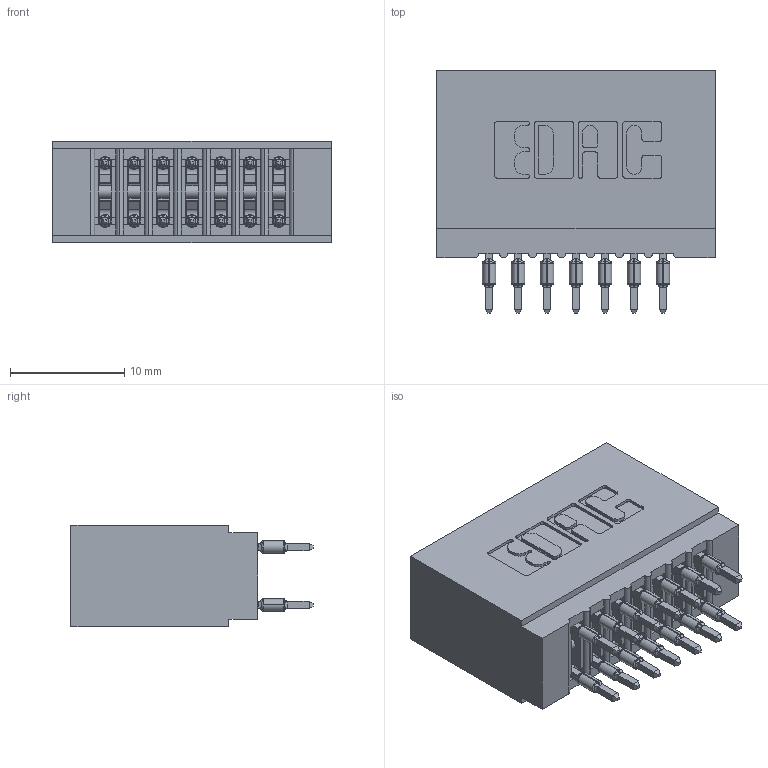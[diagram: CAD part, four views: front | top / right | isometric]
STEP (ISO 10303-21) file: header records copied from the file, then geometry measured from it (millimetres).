
FILE_DESCRIPTION (( 'STEP AP203' ), '1' );
FILE_NAME ('745-014-560-201.STEP', '2026-02-26T15:59:49', ( '' ), ( '' ), 'SwSTEP 2.0', 'SolidWorks 2023', '' );
FILE_SCHEMA (( 'CONFIG_CONTROL_DESIGN' ));
Length unit declared in the file: millimetre
Products named in the file (3): 745-292-001_560; 745 Part_Insulator Option - 01; 745-014-560-201
Assembly tree (15 placements, depth 2):
  745-014-560-201
    745 Part_Insulator Option - 01
    745-292-001_560  x14
Bounding box: 24.38 x 21.22 x 8.89 mm (x, y, z)
Volume: 2459.8 mm3; surface area: 4410.4 mm2
Topology: 15 solids, 15 shells, 1474 faces, 4031 edges, 2566 vertices
Faces by surface type: plane 769, cylinder 341, bspline 280, torus 84
Entity records: 16886 total; most frequent: CARTESIAN_POINT 3445, ORIENTED_EDGE 2810, DIRECTION 2489, EDGE_CURVE 1405, VECTOR 1173, LINE 1173, VERTEX_POINT 902, AXIS2_PLACEMENT_3D 658
